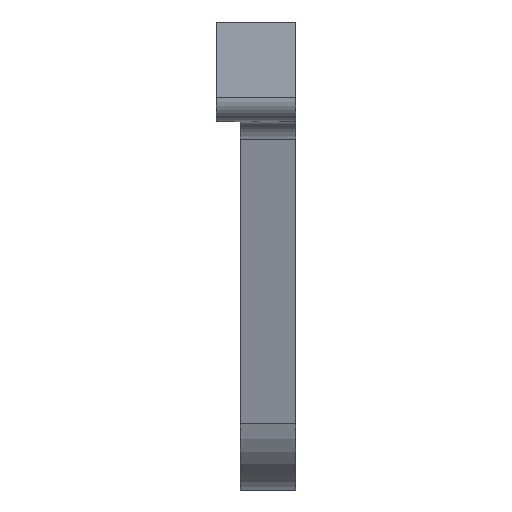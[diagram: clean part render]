
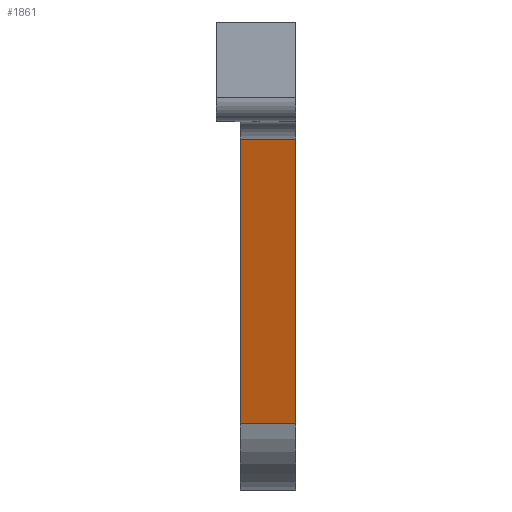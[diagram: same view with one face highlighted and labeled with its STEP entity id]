
A CAD part, left-side view. The second image highlights one B-rep face of the part: STEP entity #1861.
In plain terms, the highlighted planar face has unit normal (-0.966, 0, -0.259).
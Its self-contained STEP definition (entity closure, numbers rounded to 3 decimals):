
#291=CARTESIAN_POINT('Vertex',(-40.859,4.,65.553)) ;
#294=CARTESIAN_POINT('Line Origine',(-40.859,0.,65.553)) ;
#298=CARTESIAN_POINT('Vertex',(-40.859,-10.,65.553)) ;
#477=CARTESIAN_POINT('Line Origine',(-31.296,-10.,29.865)) ;
#481=CARTESIAN_POINT('Vertex',(-21.733,-10.,-5.823)) ;
#1809=CARTESIAN_POINT('Line Origine',(-21.733,0.,-5.823)) ;
#1813=CARTESIAN_POINT('Vertex',(-21.733,4.,-5.823)) ;
#1845=CARTESIAN_POINT('Axis2P3D Location',(-21.733,0.,-5.823)) ;
#1850=CARTESIAN_POINT('Line Origine',(-31.296,4.,29.865)) ;
#295=DIRECTION('Vector Direction',(0.,1.,0.)) ;
#478=DIRECTION('Vector Direction',(-0.259,0.,0.966)) ;
#1810=DIRECTION('Vector Direction',(0.,1.,0.)) ;
#1846=DIRECTION('Axis2P3D Direction',(-0.966,0.,-0.259)) ;
#1847=DIRECTION('Axis2P3D XDirection',(-0.259,0.,0.966)) ;
#1851=DIRECTION('Vector Direction',(-0.259,0.,0.966)) ;
#1848=AXIS2_PLACEMENT_3D('Plane Axis2P3D',#1845,#1846,#1847) ;
#1856=ORIENTED_EDGE('',*,*,#1815,.F.) ;
#1857=ORIENTED_EDGE('',*,*,#483,.T.) ;
#1858=ORIENTED_EDGE('',*,*,#300,.T.) ;
#1859=ORIENTED_EDGE('',*,*,#1854,.F.) ;
#296=VECTOR('Line Direction',#295,1.) ;
#479=VECTOR('Line Direction',#478,1.) ;
#1811=VECTOR('Line Direction',#1810,1.) ;
#1852=VECTOR('Line Direction',#1851,1.) ;
#1861=ADVANCED_FACE('Corps principal',(#1860),#1849,.T.) ;
#300=EDGE_CURVE('',#299,#292,#297,.T.) ;
#483=EDGE_CURVE('',#482,#299,#480,.T.) ;
#1815=EDGE_CURVE('',#482,#1814,#1812,.T.) ;
#1854=EDGE_CURVE('',#1814,#292,#1853,.T.) ;
#1855=EDGE_LOOP('',(#1856,#1857,#1858,#1859)) ;
#1860=FACE_OUTER_BOUND('',#1855,.T.) ;
#297=LINE('Line',#294,#296) ;
#480=LINE('Line',#477,#479) ;
#1812=LINE('Line',#1809,#1811) ;
#1853=LINE('Line',#1850,#1852) ;
#1849=PLANE('Plane',#1848) ;
#292=VERTEX_POINT('',#291) ;
#299=VERTEX_POINT('',#298) ;
#482=VERTEX_POINT('',#481) ;
#1814=VERTEX_POINT('',#1813) ;
